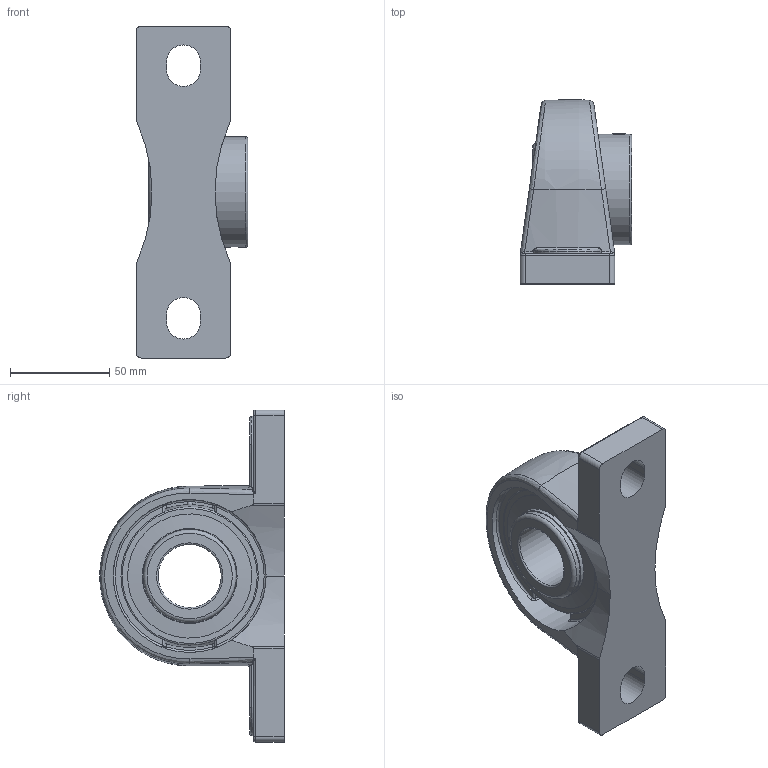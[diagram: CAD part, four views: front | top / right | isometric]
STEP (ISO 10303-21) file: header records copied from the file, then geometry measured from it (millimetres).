
FILE_DESCRIPTION(('HOOPS Exchange Step'),'2;1');
FILE_NAME('export-BD94C286-3306-4304-A981-28811057BD68.stp','2020-05-21T10:03:05-07:00',('dkerr'),('Alibre'),'HOOPS Exchange 2020.0','Alibre','Unknown authorisation');
FILE_SCHEMA( ('AP242_MANAGED_MODEL_BASED_3D_ENGINEERING_MIM_LF {1 0 10303 442 1 1 4 }') );
Length unit declared in the file: inch
Products named in the file (8): MRN SPM 207 L4L; SNC 207-20 L4L (1.250inch) (Race); SNC 207 (Shield); SNC 207 (Ball Bearing); SNC 207-20 (Collar); SNC 207 (Setscrew); MRN SNC 207-20 L4L (1.250inch); MRN SNCSPM 207-20 L4L (1.250inch)
Assembly tree (8 placements, depth 3):
  MRN SNCSPM 207-20 L4L (1.250inch)
    MRN SPM 207 L4L
    MRN SNC 207-20 L4L (1.250inch)
      SNC 207-20 L4L (1.250inch) (Race)
      SNC 207 (Shield)  x2
      SNC 207 (Ball Bearing)
      SNC 207-20 (Collar)
      SNC 207 (Setscrew)
Bounding box: 56.05 x 92.87 x 167 mm (x, y, z)
Volume: 252637.5 mm3; surface area: 77812.5 mm2
Topology: 16 solids, 16 shells, 196 faces, 529 edges, 341 vertices
Faces by surface type: cylinder 67, plane 52, torus 29, bspline 22, sphere 16, cone 10
Full cylindrical faces by diameter (mm): 6.782 x3, 31.75 x2, 44.196 x2, 46.672 x2, 46.736 x2, 47.752 x2, 55.601 x1, 59.006 x2, 62.484 x2, 76.912 x2, 80.35 x1
Entity records: 13175 total; most frequent: CARTESIAN_POINT 8266, DIRECTION 1027, ORIENTED_EDGE 964, EDGE_CURVE 482, AXIS2_PLACEMENT_3D 439, VERTEX_POINT 327, CIRCLE 228, EDGE_LOOP 209
